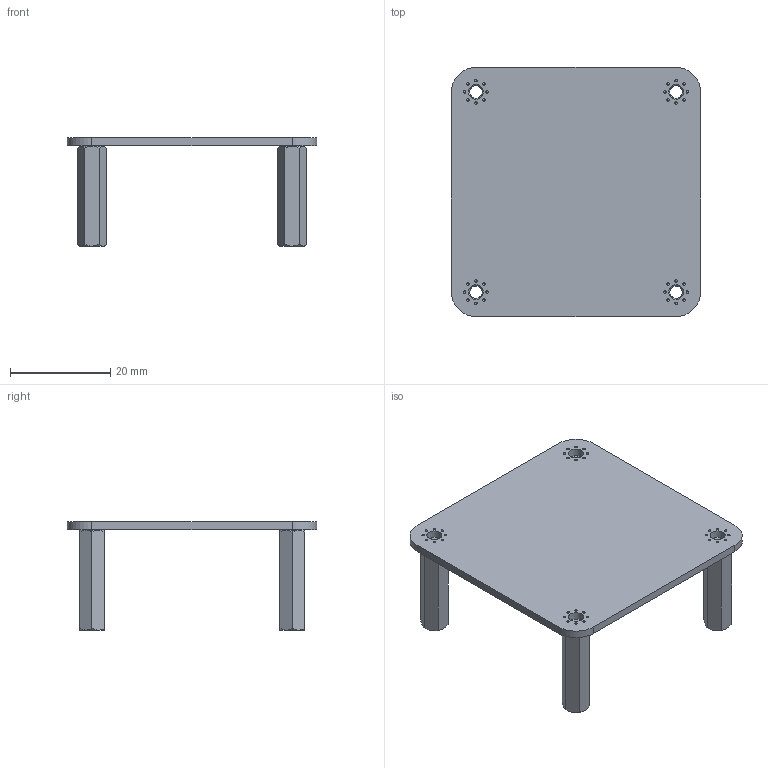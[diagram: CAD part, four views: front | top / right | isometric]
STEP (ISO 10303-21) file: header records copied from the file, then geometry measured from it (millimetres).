
FILE_DESCRIPTION(('KiCad electronic assembly'),'2;1');
FILE_NAME('sensor_v1.0.step','2021-04-28T18:21:25',('An Author'),( 'A Company'),'Open CASCADE STEP processor 7.3', 'KiCad to STEP converter','Unknown');
FILE_SCHEMA(('AUTOMOTIVE_DESIGN { 1 0 10303 214 1 1 1 1 }'));
Length unit declared in the file: millimetre
Products named in the file (4): Open CASCADE STEP translator 7.3 1; M3_F_TO_F_20MM_STANDOFF; SOLID; COMPOUND
Assembly tree (6 placements, depth 3):
  Open CASCADE STEP translator 7.3 1
    M3_F_TO_F_20MM_STANDOFF  x4
      SOLID
    COMPOUND
Bounding box: 49.8 x 49.8 x 21.65 mm (x, y, z)
Volume: 5214.9 mm3; surface area: 7422.2 mm2
Topology: 5 solids, 5 shells, 118 faces, 292 edges, 184 vertices
Faces by surface type: cylinder 48, plane 38, cone 32
Full cylindrical faces by diameter (mm): 0.5 x32, 3 x4
Entity records: 5270 total; most frequent: CARTESIAN_POINT 1743, DIRECTION 632, ORIENTED_EDGE 344, PCURVE 344, DEFINITIONAL_REPRESENTATION 344, LINE 300, VECTOR 300, EDGE_CURVE 172
